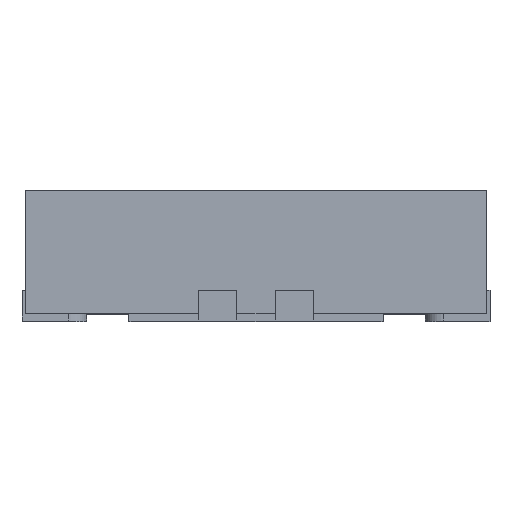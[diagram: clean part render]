
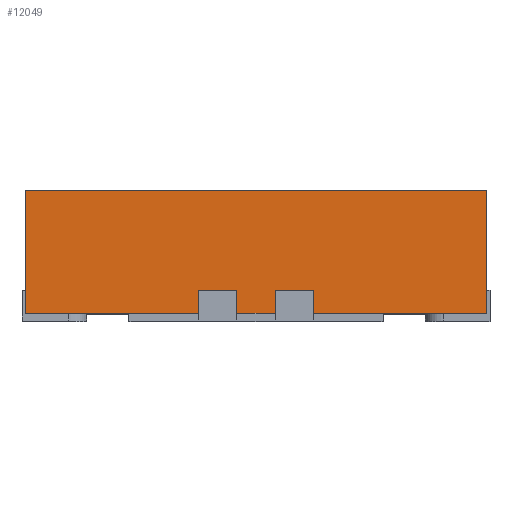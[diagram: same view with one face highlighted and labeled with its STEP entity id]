
A CAD part, top view. The second image highlights one B-rep face of the part: STEP entity #12049.
In plain terms, the highlighted planar face has unit normal (0, 0, 1).
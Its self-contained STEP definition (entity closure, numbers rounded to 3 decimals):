
#153 = DIRECTION ( 'NONE',  ( 0., -1., 0. ) ) ;
#425 = EDGE_CURVE ( 'NONE', #6224, #4060, #15301, .T. ) ;
#532 = VECTOR ( 'NONE', #7105, 1000. ) ;
#720 = DIRECTION ( 'NONE',  ( 0., 1., 0. ) ) ;
#721 = ORIENTED_EDGE ( 'NONE', *, *, #6910, .T. ) ;
#918 = LINE ( 'NONE', #3327, #7526 ) ;
#980 = DIRECTION ( 'NONE',  ( 0., 1., 0. ) ) ;
#1015 = VECTOR ( 'NONE', #720, 1000. ) ;
#1084 = CARTESIAN_POINT ( 'NONE',  ( -1., 0.661, 1. ) ) ;
#1122 = ORIENTED_EDGE ( 'NONE', *, *, #8540, .F. ) ;
#1162 = DIRECTION ( 'NONE',  ( -1., 0., 0. ) ) ;
#1629 = CARTESIAN_POINT ( 'NONE',  ( -1., 0.661, 1. ) ) ;
#1687 = DIRECTION ( 'NONE',  ( -1., 0., 0. ) ) ;
#1792 = VECTOR ( 'NONE', #1162, 1000. ) ;
#1890 = LINE ( 'NONE', #12522, #1015 ) ;
#2041 = VECTOR ( 'NONE', #11214, 1000. ) ;
#2152 = VERTEX_POINT ( 'NONE', #8541 ) ;
#2248 = LINE ( 'NONE', #11799, #1792 ) ;
#2299 = CARTESIAN_POINT ( 'NONE',  ( -1., 0.228, 1. ) ) ;
#2373 = ORIENTED_EDGE ( 'NONE', *, *, #2660, .F. ) ;
#2410 = CARTESIAN_POINT ( 'NONE',  ( -0.25, 0.128, 1. ) ) ;
#2590 = VECTOR ( 'NONE', #6196, 1000. ) ;
#2660 = EDGE_CURVE ( 'NONE', #4678, #15237, #12931, .T. ) ;
#2691 = CARTESIAN_POINT ( 'NONE',  ( -0.083, 0.661, 1. ) ) ;
#3082 = VECTOR ( 'NONE', #7358, 1000. ) ;
#3327 = CARTESIAN_POINT ( 'NONE',  ( -1., 0.128, 1. ) ) ;
#3910 = EDGE_CURVE ( 'NONE', #9527, #6333, #6088, .T. ) ;
#4060 = VERTEX_POINT ( 'NONE', #14078 ) ;
#4581 = VECTOR ( 'NONE', #153, 1000. ) ;
#4609 = VERTEX_POINT ( 'NONE', #6014 ) ;
#4678 = VERTEX_POINT ( 'NONE', #7787 ) ;
#4745 = EDGE_CURVE ( 'NONE', #4609, #12642, #10050, .T. ) ;
#4826 = ORIENTED_EDGE ( 'NONE', *, *, #425, .F. ) ;
#5035 = LINE ( 'NONE', #10785, #3082 ) ;
#5173 = CARTESIAN_POINT ( 'NONE',  ( -1., 0.661, 1. ) ) ;
#5321 = ORIENTED_EDGE ( 'NONE', *, *, #7646, .F. ) ;
#5449 = VECTOR ( 'NONE', #10591, 1000. ) ;
#5612 = VERTEX_POINT ( 'NONE', #14189 ) ;
#6014 = CARTESIAN_POINT ( 'NONE',  ( -0.25, 0.228, 1. ) ) ;
#6088 = LINE ( 'NONE', #14181, #532 ) ;
#6172 = EDGE_LOOP ( 'NONE', ( #4826, #721, #12966, #7792, #12520, #11217, #1122, #5321, #12204, #12457, #2373, #13501 ) ) ;
#6196 = DIRECTION ( 'NONE',  ( 0., -1., 0. ) ) ;
#6224 = VERTEX_POINT ( 'NONE', #8621 ) ;
#6302 = VECTOR ( 'NONE', #980, 1000. ) ;
#6333 = VERTEX_POINT ( 'NONE', #1084 ) ;
#6403 = FACE_OUTER_BOUND ( 'NONE', #6172, .T. ) ;
#6457 = CARTESIAN_POINT ( 'NONE',  ( -0.25, 0.661, 1. ) ) ;
#6910 = EDGE_CURVE ( 'NONE', #6224, #9527, #1890, .T. ) ;
#7105 = DIRECTION ( 'NONE',  ( -1., 0., 0. ) ) ;
#7268 = CARTESIAN_POINT ( 'NONE',  ( -0.083, 0.228, 1. ) ) ;
#7358 = DIRECTION ( 'NONE',  ( -1., 0., 0. ) ) ;
#7472 = VECTOR ( 'NONE', #8597, 1000. ) ;
#7526 = VECTOR ( 'NONE', #10385, 1000. ) ;
#7646 = EDGE_CURVE ( 'NONE', #5612, #13029, #13267, .T. ) ;
#7787 = CARTESIAN_POINT ( 'NONE',  ( 0.25, 0.228, 1. ) ) ;
#7792 = ORIENTED_EDGE ( 'NONE', *, *, #11055, .T. ) ;
#8198 = LINE ( 'NONE', #13959, #6302 ) ;
#8458 = DIRECTION ( 'NONE',  ( -1., 0., 0. ) ) ;
#8533 = VERTEX_POINT ( 'NONE', #9383 ) ;
#8540 = EDGE_CURVE ( 'NONE', #13029, #4609, #2248, .T. ) ;
#8541 = CARTESIAN_POINT ( 'NONE',  ( -1., 0.128, 1. ) ) ;
#8597 = DIRECTION ( 'NONE',  ( 0., 1., 0. ) ) ;
#8621 = CARTESIAN_POINT ( 'NONE',  ( 1., 0.128, 1. ) ) ;
#8695 = CARTESIAN_POINT ( 'NONE',  ( 0.083, 0.228, 1. ) ) ;
#9383 = CARTESIAN_POINT ( 'NONE',  ( 0.083, 0.128, 1. ) ) ;
#9384 = CARTESIAN_POINT ( 'NONE',  ( -1., 0.128, 1. ) ) ;
#9527 = VERTEX_POINT ( 'NONE', #15361 ) ;
#10050 = LINE ( 'NONE', #6457, #2041 ) ;
#10385 = DIRECTION ( 'NONE',  ( -1., 0., 0. ) ) ;
#10591 = DIRECTION ( 'NONE',  ( -1., 0., 0. ) ) ;
#10592 = EDGE_CURVE ( 'NONE', #8533, #5612, #918, .T. ) ;
#10785 = CARTESIAN_POINT ( 'NONE',  ( 0., 0.128, 1. ) ) ;
#11055 = EDGE_CURVE ( 'NONE', #6333, #2152, #11167, .T. ) ;
#11167 = LINE ( 'NONE', #1629, #2590 ) ;
#11214 = DIRECTION ( 'NONE',  ( 0., -1., 0. ) ) ;
#11217 = ORIENTED_EDGE ( 'NONE', *, *, #4745, .F. ) ;
#11517 = AXIS2_PLACEMENT_3D ( 'NONE', #5173, #13499, #1687 ) ;
#11554 = LINE ( 'NONE', #13041, #4581 ) ;
#11799 = CARTESIAN_POINT ( 'NONE',  ( -1., 0.228, 1. ) ) ;
#11894 = EDGE_CURVE ( 'NONE', #15237, #8533, #11554, .T. ) ;
#12049 = ADVANCED_FACE ( 'NONE', ( #6403 ), #12091, .F. ) ;
#12091 = PLANE ( 'NONE',  #11517 ) ;
#12204 = ORIENTED_EDGE ( 'NONE', *, *, #10592, .F. ) ;
#12457 = ORIENTED_EDGE ( 'NONE', *, *, #11894, .F. ) ;
#12520 = ORIENTED_EDGE ( 'NONE', *, *, #13634, .F. ) ;
#12522 = CARTESIAN_POINT ( 'NONE',  ( 1., 0.661, 1. ) ) ;
#12642 = VERTEX_POINT ( 'NONE', #2410 ) ;
#12857 = VECTOR ( 'NONE', #8458, 1000. ) ;
#12931 = LINE ( 'NONE', #2299, #5449 ) ;
#12966 = ORIENTED_EDGE ( 'NONE', *, *, #3910, .T. ) ;
#13029 = VERTEX_POINT ( 'NONE', #7268 ) ;
#13041 = CARTESIAN_POINT ( 'NONE',  ( 0.083, 0.661, 1. ) ) ;
#13267 = LINE ( 'NONE', #2691, #7472 ) ;
#13499 = DIRECTION ( 'NONE',  ( 0., 0., -1. ) ) ;
#13501 = ORIENTED_EDGE ( 'NONE', *, *, #13801, .F. ) ;
#13634 = EDGE_CURVE ( 'NONE', #12642, #2152, #5035, .T. ) ;
#13801 = EDGE_CURVE ( 'NONE', #4060, #4678, #8198, .T. ) ;
#13959 = CARTESIAN_POINT ( 'NONE',  ( 0.25, 0.661, 1. ) ) ;
#14078 = CARTESIAN_POINT ( 'NONE',  ( 0.25, 0.128, 1. ) ) ;
#14181 = CARTESIAN_POINT ( 'NONE',  ( -1., 0.661, 1. ) ) ;
#14189 = CARTESIAN_POINT ( 'NONE',  ( -0.083, 0.128, 1. ) ) ;
#15237 = VERTEX_POINT ( 'NONE', #8695 ) ;
#15301 = LINE ( 'NONE', #9384, #12857 ) ;
#15361 = CARTESIAN_POINT ( 'NONE',  ( 1., 0.661, 1. ) ) ;
